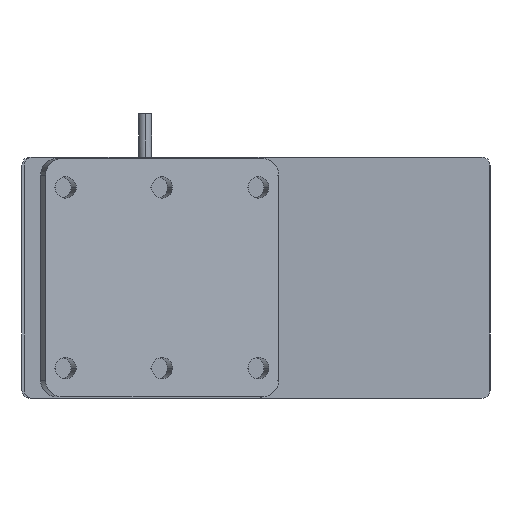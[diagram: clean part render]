
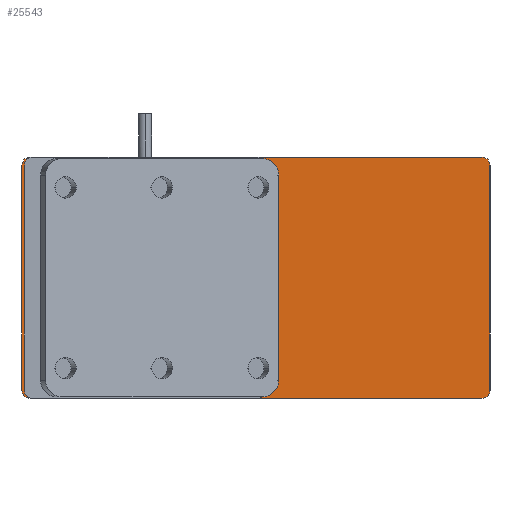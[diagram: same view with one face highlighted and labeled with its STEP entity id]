
A CAD part, front view. The second image highlights one B-rep face of the part: STEP entity #25543.
In plain terms, the highlighted face is planar.
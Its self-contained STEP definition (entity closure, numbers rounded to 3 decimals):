
#1067 = CARTESIAN_POINT ( 'NONE',  ( 142.5, -68.5, -39. ) ) ;
#1765 = AXIS2_PLACEMENT_3D ( 'NONE', #46166, #4859, #32520 ) ;
#3496 = DIRECTION ( 'NONE',  ( -1., 0., 0. ) ) ;
#3930 = EDGE_CURVE ( 'NONE', #14903, #64051, #88694, .T. ) ;
#4828 = CARTESIAN_POINT ( 'NONE',  ( -142.5, -73.5, -39. ) ) ;
#4859 = DIRECTION ( 'NONE',  ( 0., 0., -1. ) ) ;
#5664 = PLANE ( 'NONE',  #16562 ) ;
#7248 = ORIENTED_EDGE ( 'NONE', *, *, #79861, .T. ) ;
#7546 = CARTESIAN_POINT ( 'NONE',  ( 137.5, -73.5, -39. ) ) ;
#8657 = ORIENTED_EDGE ( 'NONE', *, *, #32958, .T. ) ;
#12468 = VECTOR ( 'NONE', #56006, 1000. ) ;
#14903 = VERTEX_POINT ( 'NONE', #46394 ) ;
#16562 = AXIS2_PLACEMENT_3D ( 'NONE', #25680, #46561, #53396 ) ;
#16642 = DIRECTION ( 'NONE',  ( 0., 0., -1. ) ) ;
#21715 = EDGE_LOOP ( 'NONE', ( #79723, #7248, #60271, #8657, #83927, #59071, #32507, #45450 ) ) ;
#21912 = EDGE_CURVE ( 'NONE', #28868, #74528, #83165, .T. ) ;
#23691 = EDGE_CURVE ( 'NONE', #43238, #66329, #73957, .T. ) ;
#25358 = EDGE_CURVE ( 'NONE', #64051, #43238, #66146, .T. ) ;
#25543 = ADVANCED_FACE ( 'NONE', ( #47446 ), #5664, .T. ) ;
#25575 = AXIS2_PLACEMENT_3D ( 'NONE', #65653, #36577, #51605 ) ;
#25680 = CARTESIAN_POINT ( 'NONE',  ( 0., 0., -39. ) ) ;
#26221 = CIRCLE ( 'NONE', #79849, 5. ) ;
#26459 = CIRCLE ( 'NONE', #1765, 5. ) ;
#28868 = VERTEX_POINT ( 'NONE', #30986 ) ;
#29783 = CARTESIAN_POINT ( 'NONE',  ( -142.5, 68.5, -39. ) ) ;
#30986 = CARTESIAN_POINT ( 'NONE',  ( 142.5, 68.5, -39. ) ) ;
#31326 = EDGE_CURVE ( 'NONE', #51478, #81909, #73210, .T. ) ;
#32491 = DIRECTION ( 'NONE',  ( 0., 1., 0. ) ) ;
#32507 = ORIENTED_EDGE ( 'NONE', *, *, #3930, .T. ) ;
#32520 = DIRECTION ( 'NONE',  ( -1., 0., 0. ) ) ;
#32958 = EDGE_CURVE ( 'NONE', #74528, #51478, #26459, .T. ) ;
#36577 = DIRECTION ( 'NONE',  ( 0., 0., -1. ) ) ;
#38130 = DIRECTION ( 'NONE',  ( 1., 0., 0. ) ) ;
#43238 = VERTEX_POINT ( 'NONE', #51263 ) ;
#45450 = ORIENTED_EDGE ( 'NONE', *, *, #25358, .T. ) ;
#46166 = CARTESIAN_POINT ( 'NONE',  ( 137.5, -68.5, -39. ) ) ;
#46394 = CARTESIAN_POINT ( 'NONE',  ( -142.5, -68.5, -39. ) ) ;
#46561 = DIRECTION ( 'NONE',  ( 0., 0., -1. ) ) ;
#46879 = DIRECTION ( 'NONE',  ( -1., 0., 0. ) ) ;
#47446 = FACE_OUTER_BOUND ( 'NONE', #21715, .T. ) ;
#48735 = CARTESIAN_POINT ( 'NONE',  ( 142.5, -73.5, -39. ) ) ;
#50929 = CARTESIAN_POINT ( 'NONE',  ( -137.5, -73.5, -39. ) ) ;
#51263 = CARTESIAN_POINT ( 'NONE',  ( -137.5, 73.5, -39. ) ) ;
#51478 = VERTEX_POINT ( 'NONE', #7546 ) ;
#51605 = DIRECTION ( 'NONE',  ( -1., 0., 0. ) ) ;
#53396 = DIRECTION ( 'NONE',  ( -1., 0., 0. ) ) ;
#53651 = VECTOR ( 'NONE', #32491, 1000. ) ;
#56006 = DIRECTION ( 'NONE',  ( 0., -1., 0. ) ) ;
#58875 = CARTESIAN_POINT ( 'NONE',  ( -137.5, -68.5, -39. ) ) ;
#59071 = ORIENTED_EDGE ( 'NONE', *, *, #59429, .T. ) ;
#59429 = EDGE_CURVE ( 'NONE', #81909, #14903, #26221, .T. ) ;
#59548 = VECTOR ( 'NONE', #46879, 1000. ) ;
#60271 = ORIENTED_EDGE ( 'NONE', *, *, #21912, .T. ) ;
#64051 = VERTEX_POINT ( 'NONE', #29783 ) ;
#65653 = CARTESIAN_POINT ( 'NONE',  ( -137.5, 68.5, -39. ) ) ;
#66146 = CIRCLE ( 'NONE', #25575, 5. ) ;
#66329 = VERTEX_POINT ( 'NONE', #71292 ) ;
#66526 = CIRCLE ( 'NONE', #72268, 5. ) ;
#70584 = CARTESIAN_POINT ( 'NONE',  ( 137.5, 68.5, -39. ) ) ;
#71292 = CARTESIAN_POINT ( 'NONE',  ( 137.5, 73.5, -39. ) ) ;
#72268 = AXIS2_PLACEMENT_3D ( 'NONE', #70584, #85990, #85083 ) ;
#72638 = CARTESIAN_POINT ( 'NONE',  ( -142.5, 73.5, -39. ) ) ;
#73210 = LINE ( 'NONE', #86788, #59548 ) ;
#73957 = LINE ( 'NONE', #72638, #81602 ) ;
#74528 = VERTEX_POINT ( 'NONE', #1067 ) ;
#79723 = ORIENTED_EDGE ( 'NONE', *, *, #23691, .T. ) ;
#79849 = AXIS2_PLACEMENT_3D ( 'NONE', #58875, #16642, #3496 ) ;
#79861 = EDGE_CURVE ( 'NONE', #66329, #28868, #66526, .T. ) ;
#81602 = VECTOR ( 'NONE', #38130, 1000. ) ;
#81909 = VERTEX_POINT ( 'NONE', #50929 ) ;
#83165 = LINE ( 'NONE', #48735, #12468 ) ;
#83927 = ORIENTED_EDGE ( 'NONE', *, *, #31326, .T. ) ;
#85083 = DIRECTION ( 'NONE',  ( -1., 0., 0. ) ) ;
#85990 = DIRECTION ( 'NONE',  ( 0., 0., -1. ) ) ;
#86788 = CARTESIAN_POINT ( 'NONE',  ( -142.5, -73.5, -39. ) ) ;
#88694 = LINE ( 'NONE', #4828, #53651 ) ;
